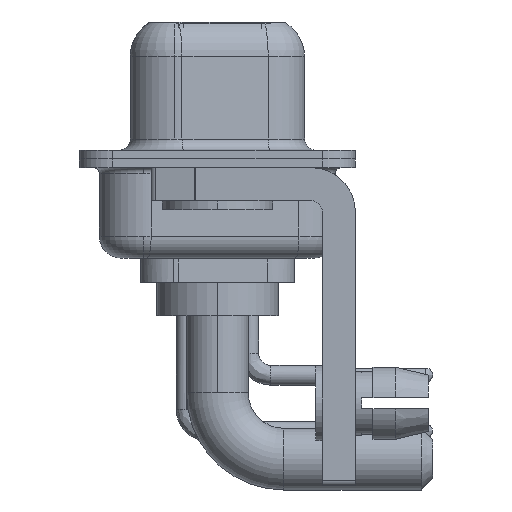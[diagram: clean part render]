
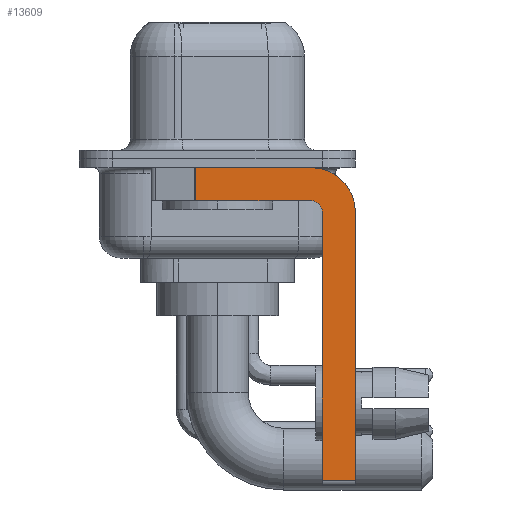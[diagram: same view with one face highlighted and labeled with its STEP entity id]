
A CAD part, left-side view. The second image highlights one B-rep face of the part: STEP entity #13609.
In plain terms, the highlighted planar face has unit normal (-1, 0, 0).
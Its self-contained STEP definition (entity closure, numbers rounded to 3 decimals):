
#617 = VERTEX_POINT ( 'NONE', #20521 ) ;
#647 = DIRECTION ( 'NONE',  ( 0., 0., -1. ) ) ;
#934 = DIRECTION ( 'NONE',  ( 0., 1., 0. ) ) ;
#1598 = ORIENTED_EDGE ( 'NONE', *, *, #4262, .F. ) ;
#2206 = VERTEX_POINT ( 'NONE', #9007 ) ;
#2236 = ORIENTED_EDGE ( 'NONE', *, *, #25443, .F. ) ;
#2452 = VERTEX_POINT ( 'NONE', #19893 ) ;
#2663 = DIRECTION ( 'NONE',  ( 0., -1., 0. ) ) ;
#2881 = EDGE_CURVE ( 'NONE', #15508, #617, #23183, .T. ) ;
#3862 = ORIENTED_EDGE ( 'NONE', *, *, #8077, .T. ) ;
#4262 = EDGE_CURVE ( 'NONE', #9640, #11904, #23511, .T. ) ;
#4545 = EDGE_CURVE ( 'NONE', #10446, #2206, #16672, .T. ) ;
#4733 = CARTESIAN_POINT ( 'NONE',  ( -2.9, 0.978, -0.4 ) ) ;
#4951 = CARTESIAN_POINT ( 'NONE',  ( -2.9, -4.75, -2.4 ) ) ;
#4965 = DIRECTION ( 'NONE',  ( 0., 0., -1. ) ) ;
#5012 = CARTESIAN_POINT ( 'NONE',  ( -2.9, 0.978, -1.9 ) ) ;
#5591 = CARTESIAN_POINT ( 'NONE',  ( -2.9, -4.75, -14.8 ) ) ;
#6749 = EDGE_CURVE ( 'NONE', #2206, #617, #15111, .T. ) ;
#7017 = DIRECTION ( 'NONE',  ( 0., -1., 0. ) ) ;
#7595 = LINE ( 'NONE', #5591, #20847 ) ;
#8077 = EDGE_CURVE ( 'NONE', #24848, #2452, #25187, .T. ) ;
#8147 = AXIS2_PLACEMENT_3D ( 'NONE', #19287, #13938, #4965 ) ;
#8182 = VECTOR ( 'NONE', #647, 1000. ) ;
#8439 = CARTESIAN_POINT ( 'NONE',  ( -2.9, -4.25, -2.4 ) ) ;
#8673 = ORIENTED_EDGE ( 'NONE', *, *, #4545, .F. ) ;
#9007 = CARTESIAN_POINT ( 'NONE',  ( -2.9, -4.25, -1.9 ) ) ;
#9097 = EDGE_CURVE ( 'NONE', #11904, #2452, #13101, .T. ) ;
#9640 = VERTEX_POINT ( 'NONE', #15707 ) ;
#10171 = DIRECTION ( 'NONE',  ( 0., 0., 1. ) ) ;
#10376 = AXIS2_PLACEMENT_3D ( 'NONE', #23045, #25571, #11251 ) ;
#10446 = VERTEX_POINT ( 'NONE', #4951 ) ;
#11251 = DIRECTION ( 'NONE',  ( 0., 0., -1. ) ) ;
#11601 = AXIS2_PLACEMENT_3D ( 'NONE', #8439, #12416, #10171 ) ;
#11738 = CARTESIAN_POINT ( 'NONE',  ( -2.9, -4.75, -14.55 ) ) ;
#11904 = VERTEX_POINT ( 'NONE', #13571 ) ;
#11996 = ORIENTED_EDGE ( 'NONE', *, *, #9097, .F. ) ;
#12416 = DIRECTION ( 'NONE',  ( -1., 0., 0. ) ) ;
#12994 = CARTESIAN_POINT ( 'NONE',  ( -2.9, -4.25, -14.55 ) ) ;
#13101 = LINE ( 'NONE', #15206, #20714 ) ;
#13146 = LINE ( 'NONE', #14854, #20005 ) ;
#13163 = ORIENTED_EDGE ( 'NONE', *, *, #2881, .T. ) ;
#13397 = ORIENTED_EDGE ( 'NONE', *, *, #25711, .F. ) ;
#13571 = CARTESIAN_POINT ( 'NONE',  ( -2.9, -6.25, -2.4 ) ) ;
#13609 = ADVANCED_FACE ( 'NONE', ( #19155 ), #17432, .F. ) ;
#13938 = DIRECTION ( 'NONE',  ( 1., 0., 0. ) ) ;
#14854 = CARTESIAN_POINT ( 'NONE',  ( -2.9, 3., -0.4 ) ) ;
#15111 = LINE ( 'NONE', #15241, #26107 ) ;
#15206 = CARTESIAN_POINT ( 'NONE',  ( -2.9, -6.25, -2.4 ) ) ;
#15214 = EDGE_LOOP ( 'NONE', ( #13397, #13163, #24282, #8673, #2236, #3862, #11996, #1598 ) ) ;
#15241 = CARTESIAN_POINT ( 'NONE',  ( -2.9, -4.25, -1.9 ) ) ;
#15508 = VERTEX_POINT ( 'NONE', #4733 ) ;
#15707 = CARTESIAN_POINT ( 'NONE',  ( -2.9, -4.25, -0.4 ) ) ;
#16672 = CIRCLE ( 'NONE', #11601, 0.5 ) ;
#17432 = PLANE ( 'NONE',  #8147 ) ;
#19068 = DIRECTION ( 'NONE',  ( 0., 0., -1. ) ) ;
#19155 = FACE_OUTER_BOUND ( 'NONE', #15214, .T. ) ;
#19287 = CARTESIAN_POINT ( 'NONE',  ( -2.9, -4.25, -2.4 ) ) ;
#19893 = CARTESIAN_POINT ( 'NONE',  ( -2.9, -6.25, -14.55 ) ) ;
#20005 = VECTOR ( 'NONE', #2663, 1000. ) ;
#20521 = CARTESIAN_POINT ( 'NONE',  ( -2.9, 0.978, -1.9 ) ) ;
#20714 = VECTOR ( 'NONE', #19068, 1000. ) ;
#20847 = VECTOR ( 'NONE', #21778, 1000. ) ;
#21778 = DIRECTION ( 'NONE',  ( 0., 0., 1. ) ) ;
#23045 = CARTESIAN_POINT ( 'NONE',  ( -2.9, -4.25, -2.4 ) ) ;
#23183 = LINE ( 'NONE', #5012, #8182 ) ;
#23511 = CIRCLE ( 'NONE', #10376, 2. ) ;
#23645 = VECTOR ( 'NONE', #7017, 1000. ) ;
#24282 = ORIENTED_EDGE ( 'NONE', *, *, #6749, .F. ) ;
#24848 = VERTEX_POINT ( 'NONE', #11738 ) ;
#25187 = LINE ( 'NONE', #12994, #23645 ) ;
#25443 = EDGE_CURVE ( 'NONE', #24848, #10446, #7595, .T. ) ;
#25571 = DIRECTION ( 'NONE',  ( 1., 0., 0. ) ) ;
#25711 = EDGE_CURVE ( 'NONE', #15508, #9640, #13146, .T. ) ;
#26107 = VECTOR ( 'NONE', #934, 1000. ) ;
